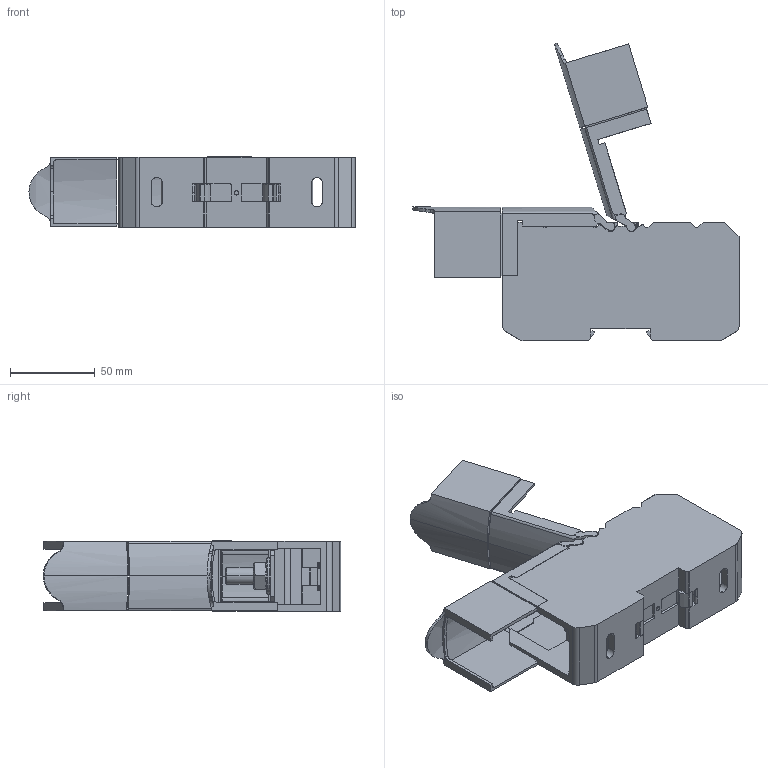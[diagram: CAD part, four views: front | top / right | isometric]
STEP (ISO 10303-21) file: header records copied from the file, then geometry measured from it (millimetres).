
FILE_DESCRIPTION (( 'STEP AP203' ), '1' );
FILE_NAME ('120 mm2 Baralý Klemens.STEP', '2020-03-20T07:02:00', ( '' ), ( '' ), 'SwSTEP 2.0', 'SolidWorks 2011', '' );
FILE_SCHEMA (( 'CONFIG_CONTROL_DESIGN' ));
Length unit declared in the file: millimetre
Products named in the file (1): 120 mm2 Baralý Klemens
Bounding box: 192.54 x 175.72 x 41.71 mm (x, y, z)
Volume: 229615.3 mm3; surface area: 92191 mm2
Topology: 1 solids, 1 shells, 1050 faces, 3135 edges, 2051 vertices
Faces by surface type: plane 564, cylinder 382, bspline 84, cone 20
Entity records: 42064 total; most frequent: CARTESIAN_POINT 16320, ORIENTED_EDGE 6238, DIRECTION 4074, EDGE_CURVE 3119, VERTEX_POINT 2051, VECTOR 1820, LINE 1820, AXIS2_PLACEMENT_3D 1127
